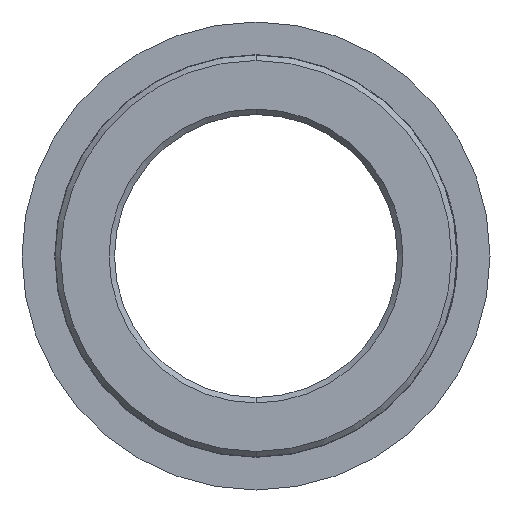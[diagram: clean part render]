
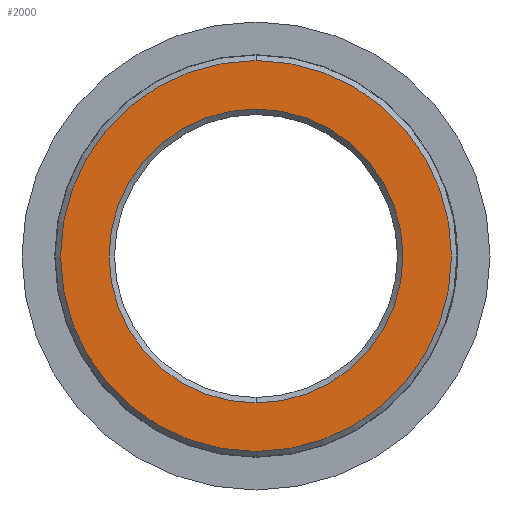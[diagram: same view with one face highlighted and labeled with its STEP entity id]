
A CAD part, front view. The second image highlights one B-rep face of the part: STEP entity #2000.
In plain terms, the highlighted planar face has unit normal (0, -1, 0).
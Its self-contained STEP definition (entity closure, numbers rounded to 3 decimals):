
#59 = DIRECTION ( 'NONE',  ( 0., -1., 0. ) ) ;
#64 = EDGE_LOOP ( 'NONE', ( #2231, #597 ) ) ;
#96 = FACE_BOUND ( 'NONE', #359, .T. ) ;
#123 = CARTESIAN_POINT ( 'NONE',  ( 0., -39.313, 13.5 ) ) ;
#137 = CARTESIAN_POINT ( 'NONE',  ( 0., -39.313, 17.96 ) ) ;
#190 = VERTEX_POINT ( 'NONE', #1828 ) ;
#212 = CARTESIAN_POINT ( 'NONE',  ( 0., -39.313, 0. ) ) ;
#240 = CIRCLE ( 'NONE', #997, 17.96 ) ;
#359 = EDGE_LOOP ( 'NONE', ( #865, #1262 ) ) ;
#399 = EDGE_CURVE ( 'NONE', #486, #2196, #2716, .T. ) ;
#405 = PLANE ( 'NONE',  #1738 ) ;
#486 = VERTEX_POINT ( 'NONE', #123 ) ;
#490 = EDGE_CURVE ( 'NONE', #754, #190, #1992, .T. ) ;
#597 = ORIENTED_EDGE ( 'NONE', *, *, #1178, .T. ) ;
#622 = AXIS2_PLACEMENT_3D ( 'NONE', #1348, #1355, #917 ) ;
#754 = VERTEX_POINT ( 'NONE', #137 ) ;
#762 = AXIS2_PLACEMENT_3D ( 'NONE', #2541, #59, #2529 ) ;
#764 = FACE_OUTER_BOUND ( 'NONE', #64, .T. ) ;
#788 = DIRECTION ( 'NONE',  ( 0., -1., 0. ) ) ;
#865 = ORIENTED_EDGE ( 'NONE', *, *, #1603, .F. ) ;
#917 = DIRECTION ( 'NONE',  ( 0., 0., -1. ) ) ;
#997 = AXIS2_PLACEMENT_3D ( 'NONE', #212, #1264, #2513 ) ;
#1017 = DIRECTION ( 'NONE',  ( 0., -1., 0. ) ) ;
#1139 = CIRCLE ( 'NONE', #1430, 13.5 ) ;
#1178 = EDGE_CURVE ( 'NONE', #190, #754, #240, .T. ) ;
#1262 = ORIENTED_EDGE ( 'NONE', *, *, #399, .F. ) ;
#1264 = DIRECTION ( 'NONE',  ( 0., -1., 0. ) ) ;
#1348 = CARTESIAN_POINT ( 'NONE',  ( 0., -39.313, 0. ) ) ;
#1355 = DIRECTION ( 'NONE',  ( 0., -1., 0. ) ) ;
#1430 = AXIS2_PLACEMENT_3D ( 'NONE', #1641, #788, #2266 ) ;
#1603 = EDGE_CURVE ( 'NONE', #2196, #486, #1139, .T. ) ;
#1641 = CARTESIAN_POINT ( 'NONE',  ( 0., -39.313, 0. ) ) ;
#1689 = CARTESIAN_POINT ( 'NONE',  ( 0., -39.313, -13.5 ) ) ;
#1738 = AXIS2_PLACEMENT_3D ( 'NONE', #2082, #1017, #2696 ) ;
#1828 = CARTESIAN_POINT ( 'NONE',  ( 0., -39.313, -17.96 ) ) ;
#1992 = CIRCLE ( 'NONE', #622, 17.96 ) ;
#2000 = ADVANCED_FACE ( 'NONE', ( #764, #96 ), #405, .T. ) ;
#2082 = CARTESIAN_POINT ( 'NONE',  ( 17.96, -39.313, 0. ) ) ;
#2196 = VERTEX_POINT ( 'NONE', #1689 ) ;
#2231 = ORIENTED_EDGE ( 'NONE', *, *, #490, .T. ) ;
#2266 = DIRECTION ( 'NONE',  ( 0., 0., -1. ) ) ;
#2513 = DIRECTION ( 'NONE',  ( 0., 0., -1. ) ) ;
#2529 = DIRECTION ( 'NONE',  ( 0., 0., -1. ) ) ;
#2541 = CARTESIAN_POINT ( 'NONE',  ( 0., -39.313, 0. ) ) ;
#2696 = DIRECTION ( 'NONE',  ( 0., 0., -1. ) ) ;
#2716 = CIRCLE ( 'NONE', #762, 13.5 ) ;
